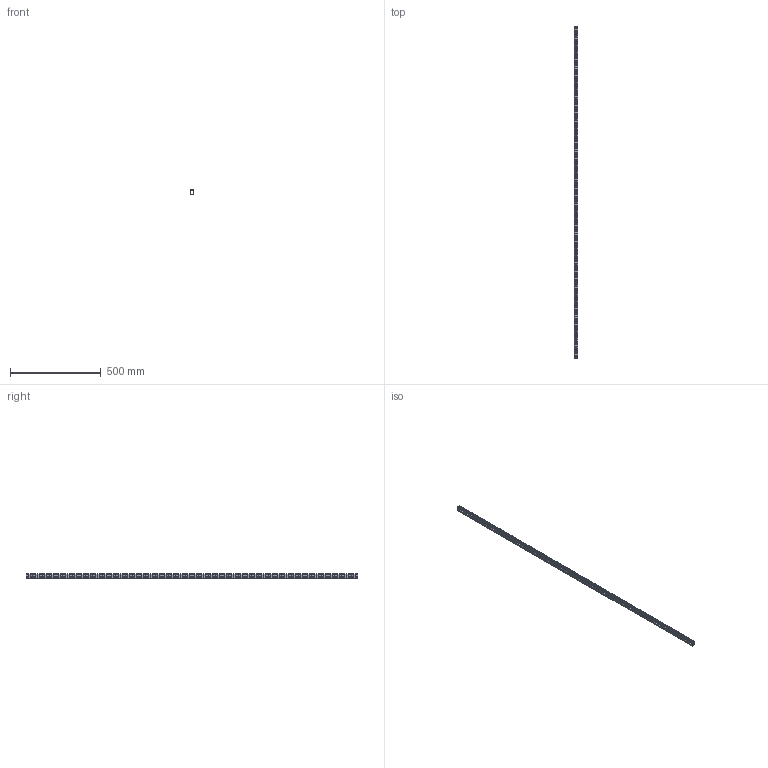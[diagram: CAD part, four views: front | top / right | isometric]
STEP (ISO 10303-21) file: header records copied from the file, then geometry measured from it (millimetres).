
FILE_DESCRIPTION(/* description */ (''),/* implementation_level */ '2;1');
FILE_NAME(/* name */ 'F.5x1.stp',/* time_stamp */ '2014-01-29T12:40:11-06:00',/* author */ (''),/* organization */ (''),/* preprocessor_version */ 'ST-DEVELOPER v11',/* originating_system */ 'SIEMENS PLM Software NX 7.5',/* authorisation */ '');
FILE_SCHEMA (('CONFIG_CONTROL_DESIGN'));
Products named in the file (1): D11010FC_00
Bounding box: 18 x 1828.8 x 25.44 mm (x, y, z)
Volume: 127199.8 mm3; surface area: 223833.3 mm2
Topology: 1 solids, 1 shells, 3030 faces, 9084 edges, 6056 vertices
Faces by surface type: plane 2960, cylinder 70
Entity records: 100316 total; most frequent: CARTESIAN_POINT 18171, ORIENTED_EDGE 18168, DIRECTION 15286, EDGE_CURVE 9084, LINE 8944, VECTOR 8944, VERTEX_POINT 6056, AXIS2_PLACEMENT_3D 3171
